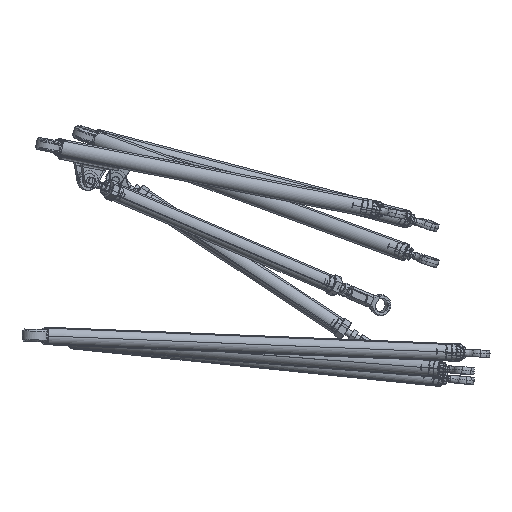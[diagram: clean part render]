
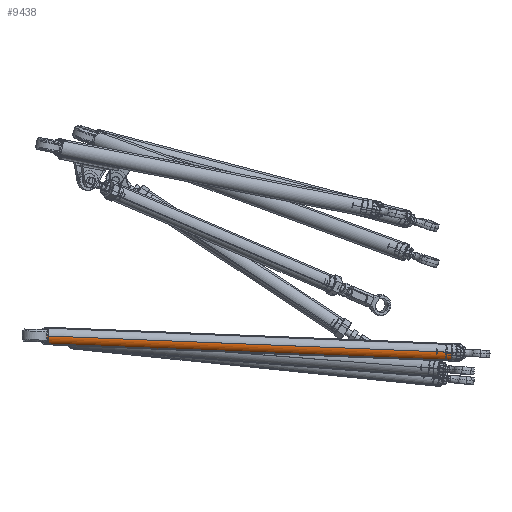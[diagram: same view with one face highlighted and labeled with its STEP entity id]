
A CAD part, front view. The second image highlights one B-rep face of the part: STEP entity #9438.
In plain terms, the highlighted cylindrical face has radius 7.938 mm (diameter 15.875 mm), a partial arc.
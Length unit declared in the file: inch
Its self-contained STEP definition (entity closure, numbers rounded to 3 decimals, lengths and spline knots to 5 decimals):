
#54 = CARTESIAN_POINT ( 'NONE',  ( -22.60185, -59.92311, 4.43879 ) ) ;
#128 = CARTESIAN_POINT ( 'NONE',  ( -22.1107, -59.75938, 4.64193 ) ) ;
#350 = CARTESIAN_POINT ( 'NONE',  ( -9.33974, -57.78384, 4.1276 ) ) ;
#442 = DIRECTION ( 'NONE',  ( -0.177, 0.984, 0. ) ) ;
#491 = EDGE_CURVE ( 'NONE', #9964, #6609, #13479, .T. ) ;
#573 = EDGE_CURVE ( 'NONE', #6903, #9964, #4181, .T. ) ;
#587 = CARTESIAN_POINT ( 'NONE',  ( -23.6599, -60.29219, 4.39981 ) ) ;
#727 = CARTESIAN_POINT ( 'NONE',  ( -23.65273, -60.31817, 4.3955 ) ) ;
#861 = AXIS2_PLACEMENT_3D ( 'NONE', #350, #15014, #442 ) ;
#1106 = CARTESIAN_POINT ( 'NONE',  ( -22.32829, -59.83137, 4.51228 ) ) ;
#1306 = CARTESIAN_POINT ( 'NONE',  ( -22.18787, -59.78446, 4.5625 ) ) ;
#1371 = CARTESIAN_POINT ( 'NONE',  ( -25.58027, -61.01734, 4.78674 ) ) ;
#1462 = CARTESIAN_POINT ( 'NONE',  ( -23.68017, -60.64118, 4.56631 ) ) ;
#1923 = CARTESIAN_POINT ( 'NONE',  ( -9.28452, -58.09142, 4.1276 ) ) ;
#2054 = CARTESIAN_POINT ( 'NONE',  ( -23.65692, -60.30211, 4.39778 ) ) ;
#2264 = CARTESIAN_POINT ( 'NONE',  ( -22.32829, -59.83137, 4.51228 ) ) ;
#2298 = CARTESIAN_POINT ( 'NONE',  ( -23.65085, -60.55214, 4.46351 ) ) ;
#2672 = CARTESIAN_POINT ( 'NONE',  ( -22.17544, -59.78033, 4.56889 ) ) ;
#2930 = ORIENTED_EDGE ( 'NONE', *, *, #13270, .T. ) ;
#3027 = CARTESIAN_POINT ( 'NONE',  ( -23.69531, -60.6789, 4.7105 ) ) ;
#3430 = CARTESIAN_POINT ( 'NONE',  ( -23.66257, -60.28377, 4.40177 ) ) ;
#3662 = CARTESIAN_POINT ( 'NONE',  ( -22.26911, -59.81155, 4.52973 ) ) ;
#4181 = B_SPLINE_CURVE_WITH_KNOTS ( 'NONE', 3,
 ( #14867, #1462, #5784, #11798, #7366, #5876, #16520, #17891, #4422, #3027 ),
 .UNSPECIFIED., .F., .F.,
 ( 4, 2, 2, 2, 4 ),
 ( 0.02147, 0.02251, 0.02355, 0.02459, 0.02564 ),
 .UNSPECIFIED. ) ;
#4247 = CARTESIAN_POINT ( 'NONE',  ( -22.22183, -59.79576, 4.54715 ) ) ;
#4422 = CARTESIAN_POINT ( 'NONE',  ( -23.69594, -60.67901, 4.69671 ) ) ;
#4508 = B_SPLINE_CURVE_WITH_KNOTS ( 'NONE', 3,
 ( #18472, #3430, #9440, #587, #2054, #18375, #16917, #5002 ),
 .UNSPECIFIED., .F., .F.,
 ( 4, 1, 1, 1, 1, 4 ),
 ( -1., -0.88054, -0.76108, -0.52216, -0.04432, 0. ),
 .UNSPECIFIED. ) ;
#4636 = CIRCLE ( 'NONE', #861, 0.3125 ) ;
#4648 = ORIENTED_EDGE ( 'NONE', *, *, #7068, .T. ) ;
#5002 = CARTESIAN_POINT ( 'NONE',  ( -23.65273, -60.31817, 4.3955 ) ) ;
#5147 = CARTESIAN_POINT ( 'NONE',  ( -23.67729, -60.63418, 4.55491 ) ) ;
#5238 = CARTESIAN_POINT ( 'NONE',  ( -23.65386, -60.56433, 4.47336 ) ) ;
#5784 = CARTESIAN_POINT ( 'NONE',  ( -23.6829, -60.64748, 4.57815 ) ) ;
#5827 =( BOUNDED_CURVE ( )  B_SPLINE_CURVE ( 3, ( #16675, #17749, #54, #10280 ),
 .UNSPECIFIED., .F., .T. ) 
 B_SPLINE_CURVE_WITH_KNOTS ( ( 4, 4 ),
 ( 1.79639, 2.67502 ),
 .UNSPECIFIED. ) 
 CURVE ( )  GEOMETRIC_REPRESENTATION_ITEM ( )  RATIONAL_B_SPLINE_CURVE ( ( 1., 0.937, 0.937, 1. ) ) 
 REPRESENTATION_ITEM ( '' )  );
#5876 = CARTESIAN_POINT ( 'NONE',  ( -23.69341, -60.6712, 4.64208 ) ) ;
#5943 = AXIS2_PLACEMENT_3D ( 'NONE', #11849, #19214, #7413 ) ;
#6170 = DIRECTION ( 'NONE',  ( 0.983, 0.177, -0.04 ) ) ;
#6252 = ORIENTED_EDGE ( 'NONE', *, *, #573, .F. ) ;
#6609 = VERTEX_POINT ( 'NONE', #1923 ) ;
#6624 = CARTESIAN_POINT ( 'NONE',  ( -23.63889, -60.47172, 4.41704 ) ) ;
#6715 = CARTESIAN_POINT ( 'NONE',  ( -23.64117, -60.38021, 4.39439 ) ) ;
#6903 = VERTEX_POINT ( 'NONE', #12841 ) ;
#7068 = EDGE_CURVE ( 'NONE', #13189, #11492, #5827, .T. ) ;
#7101 = CARTESIAN_POINT ( 'NONE',  ( -22.31451, -59.82675, 4.51598 ) ) ;
#7163 = B_SPLINE_CURVE_WITH_KNOTS ( 'NONE', 3,
 ( #727, #18707, #17354, #6715, #12637, #8290, #7906, #6624, #11358, #17254, #12726, #2298, #5238, #18621, #12428, #17066, #14308, #5147 ),
 .UNSPECIFIED., .F., .F.,
 ( 4, 2, 2, 2, 2, 2, 2, 2, 4 ),
 ( 0.00096, 0.00217, 0.00338, 0.0046, 0.00581, 0.00702, 0.00823, 0.00945, 0.01066 ),
 .UNSPECIFIED. ) ;
#7366 = CARTESIAN_POINT ( 'NONE',  ( -23.69, -60.66345, 4.61579 ) ) ;
#7390 = CARTESIAN_POINT ( 'NONE',  ( -22.21103, -59.79216, 4.55164 ) ) ;
#7413 = DIRECTION ( 'NONE',  ( -0.177, 0.984, 0. ) ) ;
#7453 = EDGE_CURVE ( 'NONE', #11492, #11670, #8223, .T. ) ;
#7906 = CARTESIAN_POINT ( 'NONE',  ( -23.63781, -60.4418, 4.40647 ) ) ;
#8058 = DIRECTION ( 'NONE',  ( 0.983, 0.177, -0.04 ) ) ;
#8165 = LINE ( 'NONE', #15650, #9817 ) ;
#8223 = B_SPLINE_CURVE_WITH_KNOTS ( 'NONE', 3,
 ( #1106, #7101, #19087, #3662, #10168, #4247, #7390, #1306, #2672, #14798, #13512, #8971, #15080, #128 ),
 .UNSPECIFIED., .F., .F.,
 ( 4, 2, 2, 2, 2, 2, 4 ),
 ( 3.17888, 3.46957, 3.76027, 3.90562, 4.05096, 4.19631, 4.33383 ),
 .UNSPECIFIED. ) ;
#8290 = CARTESIAN_POINT ( 'NONE',  ( -23.63793, -60.42654, 4.40228 ) ) ;
#8663 = CARTESIAN_POINT ( 'NONE',  ( -23.66303, -60.28238, 4.40213 ) ) ;
#8971 = CARTESIAN_POINT ( 'NONE',  ( -22.1184, -59.76164, 4.61641 ) ) ;
#9438 = ADVANCED_FACE ( 'NONE', ( #16383 ), #13429, .T. ) ;
#9440 = CARTESIAN_POINT ( 'NONE',  ( -23.66167, -60.28656, 4.40109 ) ) ;
#9817 = VECTOR ( 'NONE', #8058, 39.37008 ) ;
#9964 = VERTEX_POINT ( 'NONE', #11538 ) ;
#10168 = CARTESIAN_POINT ( 'NONE',  ( -22.25197, -59.80582, 4.53539 ) ) ;
#10280 = CARTESIAN_POINT ( 'NONE',  ( -22.32829, -59.83137, 4.51228 ) ) ;
#10293 = ORIENTED_EDGE ( 'NONE', *, *, #17663, .F. ) ;
#10744 = ORIENTED_EDGE ( 'NONE', *, *, #7453, .T. ) ;
#10898 = CARTESIAN_POINT ( 'NONE',  ( -22.1107, -59.75938, 4.64193 ) ) ;
#11358 = CARTESIAN_POINT ( 'NONE',  ( -23.64008, -60.48605, 4.42331 ) ) ;
#11492 = VERTEX_POINT ( 'NONE', #2264 ) ;
#11538 = CARTESIAN_POINT ( 'NONE',  ( -23.69531, -60.6789, 4.7105 ) ) ;
#11670 = VERTEX_POINT ( 'NONE', #10898 ) ;
#11720 = ORIENTED_EDGE ( 'NONE', *, *, #15066, .F. ) ;
#11798 = CARTESIAN_POINT ( 'NONE',  ( -23.68781, -60.65861, 4.60283 ) ) ;
#11849 = CARTESIAN_POINT ( 'NONE',  ( -25.6355, -60.70976, 4.78674 ) ) ;
#12131 = ORIENTED_EDGE ( 'NONE', *, *, #15486, .T. ) ;
#12428 = CARTESIAN_POINT ( 'NONE',  ( -23.66363, -60.5975, 4.50546 ) ) ;
#12637 = CARTESIAN_POINT ( 'NONE',  ( -23.63961, -60.39578, 4.39626 ) ) ;
#12726 = CARTESIAN_POINT ( 'NONE',  ( -23.64566, -60.5268, 4.44566 ) ) ;
#12841 = CARTESIAN_POINT ( 'NONE',  ( -23.67729, -60.63418, 4.55491 ) ) ;
#13189 = VERTEX_POINT ( 'NONE', #8663 ) ;
#13270 = EDGE_CURVE ( 'NONE', #11670, #15442, #8165, .T. ) ;
#13429 = CYLINDRICAL_SURFACE ( 'NONE', #5943, 0.3125 ) ;
#13479 = LINE ( 'NONE', #1371, #19004 ) ;
#13512 = CARTESIAN_POINT ( 'NONE',  ( -22.13775, -59.7679, 4.59423 ) ) ;
#13543 = EDGE_LOOP ( 'NONE', ( #16019, #6252, #11720, #10293, #4648, #10744, #2930, #12131 ) ) ;
#14308 = CARTESIAN_POINT ( 'NONE',  ( -23.674, -60.62611, 4.54177 ) ) ;
#14798 = CARTESIAN_POINT ( 'NONE',  ( -22.15043, -59.77207, 4.58471 ) ) ;
#14867 = CARTESIAN_POINT ( 'NONE',  ( -23.67729, -60.63418, 4.55491 ) ) ;
#15014 = DIRECTION ( 'NONE',  ( -0.983, -0.177, 0.04 ) ) ;
#15066 = EDGE_CURVE ( 'NONE', #16139, #6903, #7163, .T. ) ;
#15080 = CARTESIAN_POINT ( 'NONE',  ( -22.11185, -59.75959, 4.62891 ) ) ;
#15398 = CARTESIAN_POINT ( 'NONE',  ( -9.39497, -57.47626, 4.1276 ) ) ;
#15442 = VERTEX_POINT ( 'NONE', #15398 ) ;
#15486 = EDGE_CURVE ( 'NONE', #15442, #6609, #4636, .T. ) ;
#15650 = CARTESIAN_POINT ( 'NONE',  ( -25.69073, -60.40218, 4.78674 ) ) ;
#16019 = ORIENTED_EDGE ( 'NONE', *, *, #491, .F. ) ;
#16139 = VERTEX_POINT ( 'NONE', #17397 ) ;
#16383 = FACE_OUTER_BOUND ( 'NONE', #13543, .T. ) ;
#16520 = CARTESIAN_POINT ( 'NONE',  ( -23.69464, -60.67414, 4.65545 ) ) ;
#16675 = CARTESIAN_POINT ( 'NONE',  ( -23.66303, -60.28238, 4.40213 ) ) ;
#16917 = CARTESIAN_POINT ( 'NONE',  ( -23.65285, -60.31764, 4.39558 ) ) ;
#17066 = CARTESIAN_POINT ( 'NONE',  ( -23.6705, -60.61705, 4.52914 ) ) ;
#17254 = CARTESIAN_POINT ( 'NONE',  ( -23.64346, -60.51359, 4.43762 ) ) ;
#17354 = CARTESIAN_POINT ( 'NONE',  ( -23.64588, -60.34875, 4.3931 ) ) ;
#17397 = CARTESIAN_POINT ( 'NONE',  ( -23.65273, -60.31817, 4.3955 ) ) ;
#17663 = EDGE_CURVE ( 'NONE', #13189, #16139, #4508, .T. ) ;
#17749 = CARTESIAN_POINT ( 'NONE',  ( -23.07683, -60.0836, 4.39959 ) ) ;
#17891 = CARTESIAN_POINT ( 'NONE',  ( -23.69591, -60.67805, 4.6827 ) ) ;
#18375 = CARTESIAN_POINT ( 'NONE',  ( -23.65444, -60.31129, 4.39635 ) ) ;
#18472 = CARTESIAN_POINT ( 'NONE',  ( -23.66303, -60.28238, 4.40213 ) ) ;
#18621 = CARTESIAN_POINT ( 'NONE',  ( -23.66024, -60.58697, 4.49431 ) ) ;
#18707 = CARTESIAN_POINT ( 'NONE',  ( -23.64895, -60.33332, 4.39372 ) ) ;
#19004 = VECTOR ( 'NONE', #6170, 39.37008 ) ;
#19087 = CARTESIAN_POINT ( 'NONE',  ( -22.30038, -59.82202, 4.51999 ) ) ;
#19214 = DIRECTION ( 'NONE',  ( 0.983, 0.177, -0.04 ) ) ;
